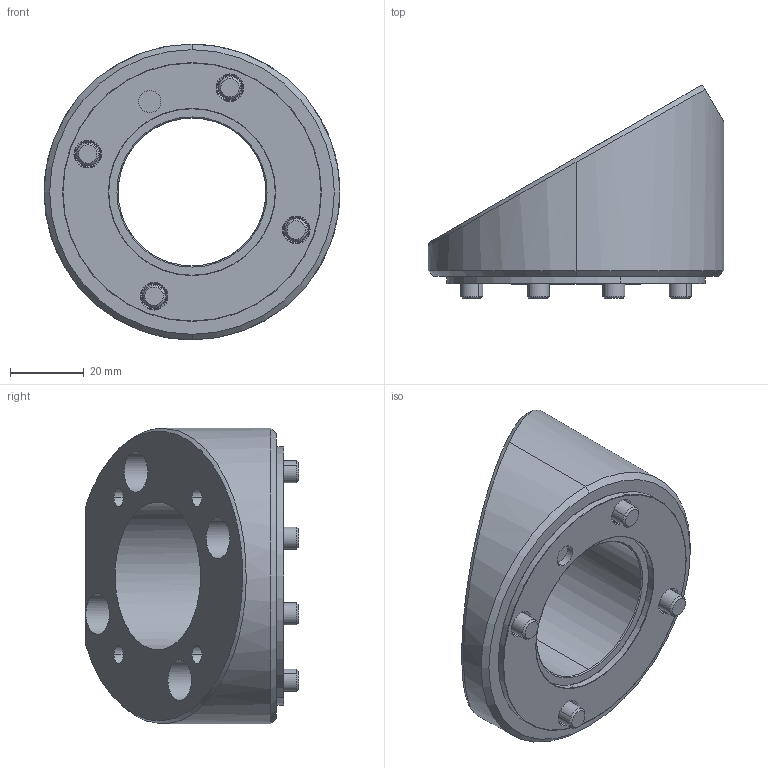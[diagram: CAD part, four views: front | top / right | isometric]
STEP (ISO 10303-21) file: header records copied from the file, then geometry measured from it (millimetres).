
FILE_DESCRIPTION (( 'STEP AP214' ), '1' );
FILE_NAME ('49497600.STEP', '2009-01-13T14:11:38', ( ' ' ), ( '' ), 'SwSTEP 2.0', 'SolidWorks 2008', '' );
FILE_SCHEMA (( 'AUTOMOTIVE_DESIGN' ));
Length unit declared in the file: millimetre
Products named in the file (4): 82191_Standard; 84115_Standard; 93017_Standard; 49497600
Assembly tree (6 placements, depth 2):
  49497600
    93017_Standard  x4
    82191_Standard
    84115_Standard
Bounding box: 80 x 57.68 x 80 mm (x, y, z)
Volume: 113924.9 mm3; surface area: 31351.9 mm2
Topology: 6 solids, 6 shells, 161 faces, 373 edges, 226 vertices
Faces by surface type: cylinder 50, cone 44, plane 38, torus 28, bspline 1
Entity records: 4013 total; most frequent: CARTESIAN_POINT 1004, DIRECTION 574, ORIENTED_EDGE 490, AXIS2_PLACEMENT_3D 246, EDGE_CURVE 245, VERTEX_POINT 151, EDGE_LOOP 138, CIRCLE 131
